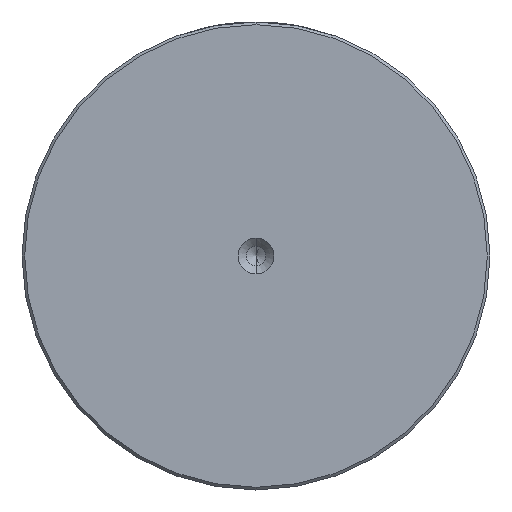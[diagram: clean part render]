
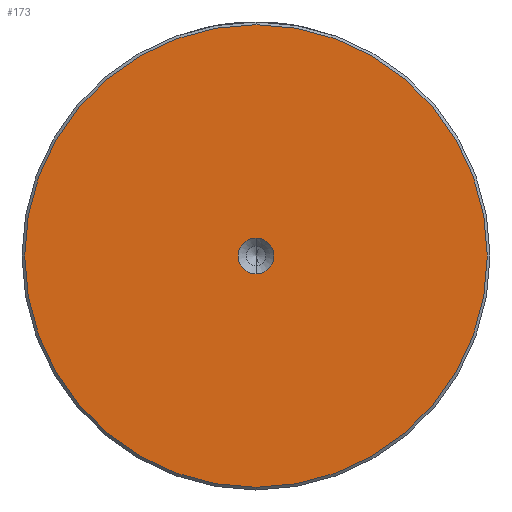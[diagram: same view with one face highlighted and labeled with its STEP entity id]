
A CAD part, left-side view. The second image highlights one B-rep face of the part: STEP entity #173.
In plain terms, the highlighted planar face has unit normal (-1, 0, 0).
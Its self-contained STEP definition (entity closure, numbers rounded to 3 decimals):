
#117 = EDGE_LOOP ( 'NONE', ( #1376, #2334 ) ) ;
#160 = VERTEX_POINT ( 'NONE', #2065 ) ;
#173 = ADVANCED_FACE ( 'NONE', ( #3351, #2742 ), #1813, .T. ) ;
#216 = EDGE_CURVE ( 'NONE', #549, #484, #1866, .T. ) ;
#484 = VERTEX_POINT ( 'NONE', #2683 ) ;
#549 = VERTEX_POINT ( 'NONE', #1067 ) ;
#598 = AXIS2_PLACEMENT_3D ( 'NONE', #1805, #3120, #1281 ) ;
#618 = CIRCLE ( 'NONE', #1702, 42.5 ) ;
#718 = CARTESIAN_POINT ( 'NONE',  ( 0., 0., -42.5 ) ) ;
#783 = EDGE_CURVE ( 'NONE', #2256, #160, #618, .T. ) ;
#909 = DIRECTION ( 'NONE',  ( -1., 0., 0. ) ) ;
#956 = DIRECTION ( 'NONE',  ( -1., 0., 0. ) ) ;
#1067 = CARTESIAN_POINT ( 'NONE',  ( 0., 0., 3.3 ) ) ;
#1116 = AXIS2_PLACEMENT_3D ( 'NONE', #3311, #3293, #2508 ) ;
#1281 = DIRECTION ( 'NONE',  ( 0., 0., 1. ) ) ;
#1376 = ORIENTED_EDGE ( 'NONE', *, *, #783, .T. ) ;
#1377 = EDGE_LOOP ( 'NONE', ( #3260, #1514 ) ) ;
#1502 = CARTESIAN_POINT ( 'NONE',  ( 0., 0., 0. ) ) ;
#1514 = ORIENTED_EDGE ( 'NONE', *, *, #2082, .F. ) ;
#1702 = AXIS2_PLACEMENT_3D ( 'NONE', #2520, #956, #2790 ) ;
#1717 = CIRCLE ( 'NONE', #2563, 3.3 ) ;
#1770 = DIRECTION ( 'NONE',  ( 0., 0., 1. ) ) ;
#1805 = CARTESIAN_POINT ( 'NONE',  ( 0., 0., 0. ) ) ;
#1813 = PLANE ( 'NONE',  #598 ) ;
#1866 = CIRCLE ( 'NONE', #1116, 3.3 ) ;
#2065 = CARTESIAN_POINT ( 'NONE',  ( 0., 0., 42.5 ) ) ;
#2082 = EDGE_CURVE ( 'NONE', #484, #549, #1717, .T. ) ;
#2133 = CIRCLE ( 'NONE', #3354, 42.5 ) ;
#2256 = VERTEX_POINT ( 'NONE', #718 ) ;
#2334 = ORIENTED_EDGE ( 'NONE', *, *, #3227, .T. ) ;
#2473 = CARTESIAN_POINT ( 'NONE',  ( 0., 0., 0. ) ) ;
#2508 = DIRECTION ( 'NONE',  ( 0., 0., 1. ) ) ;
#2520 = CARTESIAN_POINT ( 'NONE',  ( 0., 0., 0. ) ) ;
#2563 = AXIS2_PLACEMENT_3D ( 'NONE', #2473, #909, #2740 ) ;
#2683 = CARTESIAN_POINT ( 'NONE',  ( 0., 0., -3.3 ) ) ;
#2740 = DIRECTION ( 'NONE',  ( 0., 0., 1. ) ) ;
#2742 = FACE_BOUND ( 'NONE', #1377, .T. ) ;
#2790 = DIRECTION ( 'NONE',  ( 0., 0., 1. ) ) ;
#3120 = DIRECTION ( 'NONE',  ( -1., 0., 0. ) ) ;
#3227 = EDGE_CURVE ( 'NONE', #160, #2256, #2133, .T. ) ;
#3260 = ORIENTED_EDGE ( 'NONE', *, *, #216, .F. ) ;
#3293 = DIRECTION ( 'NONE',  ( -1., 0., 0. ) ) ;
#3311 = CARTESIAN_POINT ( 'NONE',  ( 0., 0., 0. ) ) ;
#3340 = DIRECTION ( 'NONE',  ( -1., 0., 0. ) ) ;
#3351 = FACE_OUTER_BOUND ( 'NONE', #117, .T. ) ;
#3354 = AXIS2_PLACEMENT_3D ( 'NONE', #1502, #3340, #1770 ) ;
